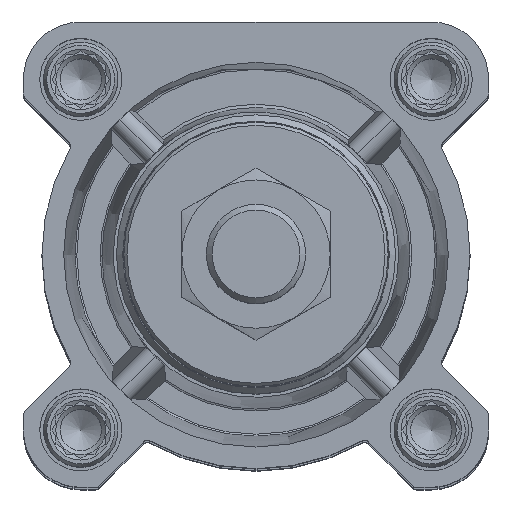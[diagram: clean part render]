
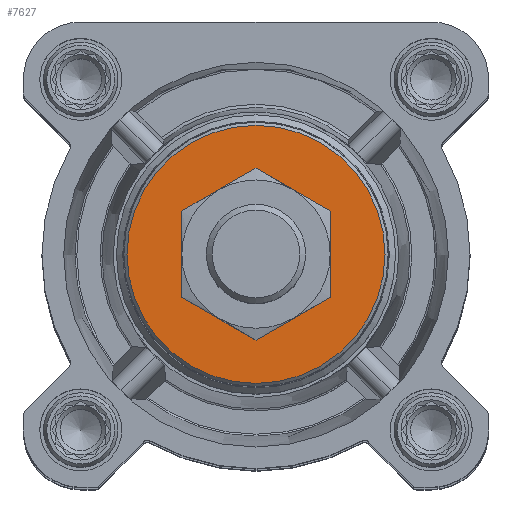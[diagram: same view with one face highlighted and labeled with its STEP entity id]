
A CAD part, top view. The second image highlights one B-rep face of the part: STEP entity #7627.
In plain terms, the highlighted planar face has unit normal (0, 0, 1).
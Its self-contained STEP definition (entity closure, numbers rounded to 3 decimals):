
#1279=PLANE('',#8273);
#1660=CIRCLE('',#8274,20.799);
#1661=CIRCLE('',#8275,10.);
#2723=ORIENTED_EDGE('',*,*,#4552,.F.);
#2724=ORIENTED_EDGE('',*,*,#4553,.T.);
#4552=EDGE_CURVE('',#5533,#5533,#1660,.T.);
#4553=EDGE_CURVE('',#5534,#5534,#1661,.T.);
#5533=VERTEX_POINT('',#12788);
#5534=VERTEX_POINT('',#12790);
#6341=EDGE_LOOP('',(#2723));
#6342=EDGE_LOOP('',(#2724));
#6950=FACE_BOUND('',#6341,.T.);
#6951=FACE_BOUND('',#6342,.T.);
#7627=ADVANCED_FACE('',(#6950,#6951),#1279,.F.);
#8273=AXIS2_PLACEMENT_3D('',#12786,#9430,#9431);
#8274=AXIS2_PLACEMENT_3D('',#12787,#9432,#9433);
#8275=AXIS2_PLACEMENT_3D('',#12789,#9434,#9435);
#9430=DIRECTION('',(0.,0.,-1.));
#9431=DIRECTION('',(-1.,0.,0.));
#9432=DIRECTION('',(0.,0.,-1.));
#9433=DIRECTION('',(-1.,0.,0.));
#9434=DIRECTION('',(0.,0.,-1.));
#9435=DIRECTION('',(-1.,0.,0.));
#12786=CARTESIAN_POINT('',(0.,0.,27.));
#12787=CARTESIAN_POINT('',(0.,0.,27.));
#12788=CARTESIAN_POINT('',(-20.799,0.,27.));
#12789=CARTESIAN_POINT('',(0.,0.,27.));
#12790=CARTESIAN_POINT('',(-10.,0.,27.));
